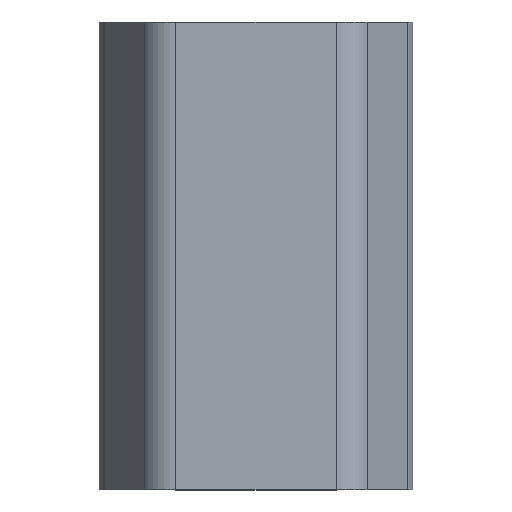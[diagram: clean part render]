
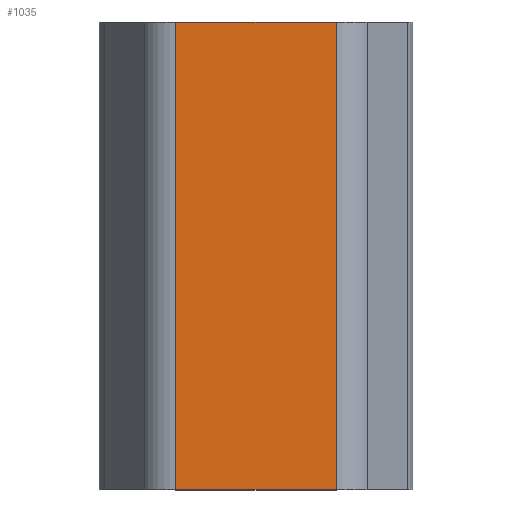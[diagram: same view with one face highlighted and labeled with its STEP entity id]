
A CAD part, top view. The second image highlights one B-rep face of the part: STEP entity #1035.
In plain terms, the highlighted planar face has unit normal (0, 0, 1).
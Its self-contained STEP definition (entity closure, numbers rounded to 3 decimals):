
#113=FACE_OUTER_BOUND('',#167,.T.);
#167=EDGE_LOOP('',(#853,#854,#855,#856));
#275=LINE('',#1663,#389);
#276=LINE('',#1665,#390);
#277=LINE('',#1667,#391);
#278=LINE('',#1668,#392);
#389=VECTOR('',#1357,10.);
#390=VECTOR('',#1358,10.);
#391=VECTOR('',#1359,10.);
#392=VECTOR('',#1360,10.);
#489=VERTEX_POINT('',#1661);
#490=VERTEX_POINT('',#1662);
#491=VERTEX_POINT('',#1664);
#492=VERTEX_POINT('',#1666);
#627=EDGE_CURVE('',#489,#490,#275,.T.);
#628=EDGE_CURVE('',#489,#491,#276,.T.);
#629=EDGE_CURVE('',#492,#491,#277,.T.);
#630=EDGE_CURVE('',#490,#492,#278,.T.);
#853=ORIENTED_EDGE('',*,*,#627,.F.);
#854=ORIENTED_EDGE('',*,*,#628,.T.);
#855=ORIENTED_EDGE('',*,*,#629,.F.);
#856=ORIENTED_EDGE('',*,*,#630,.F.);
#989=PLANE('',#1113);
#1035=ADVANCED_FACE('',(#113),#989,.T.);
#1113=AXIS2_PLACEMENT_3D('',#1660,#1355,#1356);
#1355=DIRECTION('center_axis',(0.,0.,1.));
#1356=DIRECTION('ref_axis',(1.,0.,0.));
#1357=DIRECTION('',(-1.,0.,0.));
#1358=DIRECTION('',(0.,1.,0.));
#1359=DIRECTION('',(1.,0.,0.));
#1360=DIRECTION('',(0.,1.,0.));
#1660=CARTESIAN_POINT('Origin',(-12.719,0.,15.805));
#1661=CARTESIAN_POINT('',(12.719,0.,15.805));
#1662=CARTESIAN_POINT('',(-12.719,0.,15.805));
#1663=CARTESIAN_POINT('',(12.719,0.,15.805));
#1664=CARTESIAN_POINT('',(12.719,74.,15.805));
#1665=CARTESIAN_POINT('',(12.719,0.,15.805));
#1666=CARTESIAN_POINT('',(-12.719,74.,15.805));
#1667=CARTESIAN_POINT('',(12.719,74.,15.805));
#1668=CARTESIAN_POINT('',(-12.719,0.,15.805));
